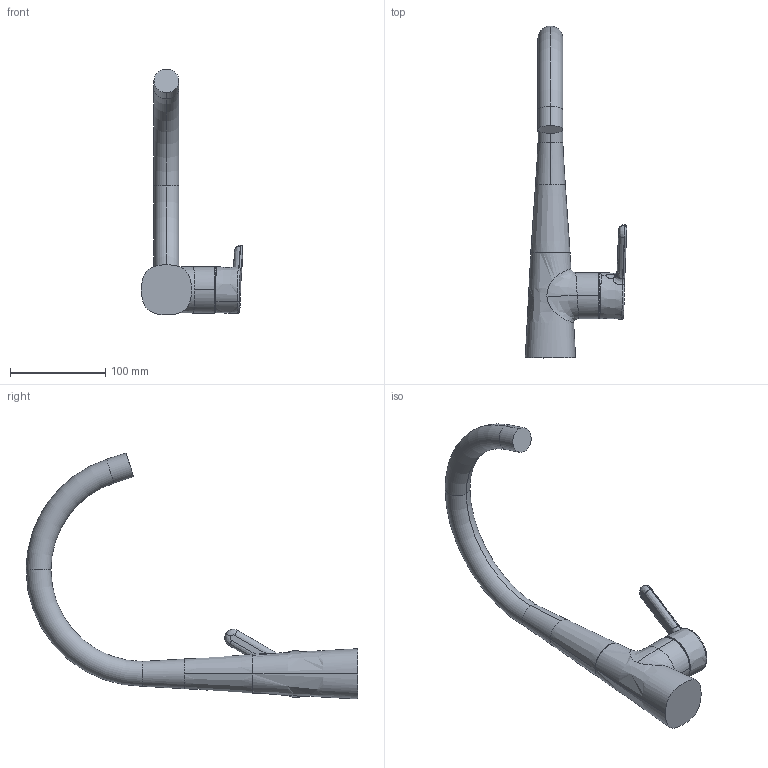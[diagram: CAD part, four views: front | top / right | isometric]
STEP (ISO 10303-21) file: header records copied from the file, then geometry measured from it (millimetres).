
FILE_DESCRIPTION (( 'STEP AP203' ), '1' );
FILE_NAME ('51021183.STEP', '2017-11-27T14:22:44', ( '' ), ( '' ), 'SwSTEP 2.0', 'SolidWorks 2016', '' );
FILE_SCHEMA (( 'CONFIG_CONTROL_DESIGN' ));
Length unit declared in the file: millimetre
Products named in the file (1): 51021183
Bounding box: 106.29 x 347.63 x 257.71 mm (x, y, z)
Volume: 591644.1 mm3; surface area: 70595.3 mm2
Topology: 1 solids, 1 shells, 51 faces, 121 edges, 76 vertices
Faces by surface type: bspline 28, plane 8, torus 6, cylinder 6, cone 2, sphere 1
Entity records: 7331 total; most frequent: CARTESIAN_POINT 6309, ORIENTED_EDGE 238, DIRECTION 121, EDGE_CURVE 119, VERTEX_POINT 75, B_SPLINE_CURVE_WITH_KNOTS 69, EDGE_LOOP 56, AXIS2_PLACEMENT_3D 52
